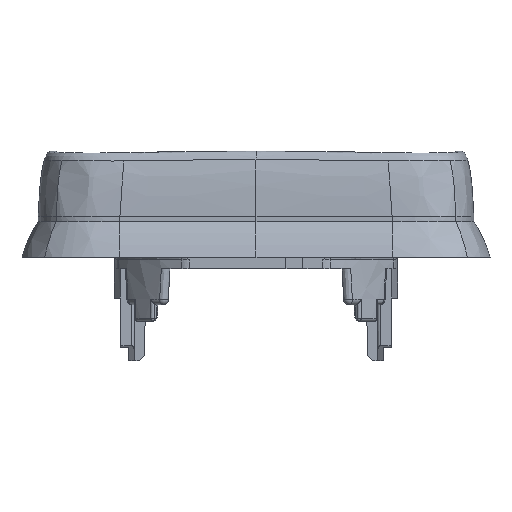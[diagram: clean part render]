
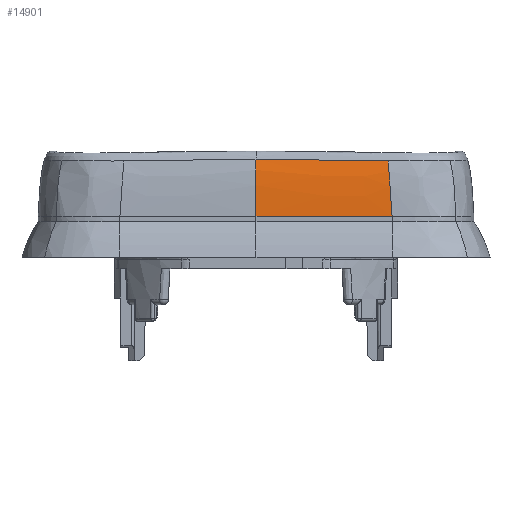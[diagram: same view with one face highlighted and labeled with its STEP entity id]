
A CAD part, front view. The second image highlights one B-rep face of the part: STEP entity #14901.
In plain terms, the highlighted free-form (B-spline) face has degree [5, 3] with [12, 4] control points.
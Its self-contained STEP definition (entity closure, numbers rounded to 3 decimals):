
#9860=CARTESIAN_POINT('Control Point',(25.,-40.,7.5)) ;
#9861=CARTESIAN_POINT('Control Point',(19.995,-40.,7.5)) ;
#9862=CARTESIAN_POINT('Control Point',(14.997,-40.,7.5)) ;
#9863=CARTESIAN_POINT('Control Point',(10.,-40.,7.5)) ;
#9864=CARTESIAN_POINT('Control Point',(5.,-40.,7.5)) ;
#9865=CARTESIAN_POINT('Control Point',(0.,-40.,7.5)) ;
#9866=CARTESIAN_POINT('Vertex',(0.,-40.,7.5)) ;
#9868=CARTESIAN_POINT('Vertex',(25.,-40.,7.5)) ;
#13463=CARTESIAN_POINT('Vertex',(0.,-38.852,18.012)) ;
#14815=CARTESIAN_POINT('Control Point',(0.,-40.,7.5)) ;
#14816=CARTESIAN_POINT('Control Point',(0.,-39.874,11.094)) ;
#14817=CARTESIAN_POINT('Control Point',(0.,-39.646,15.623)) ;
#14818=CARTESIAN_POINT('Control Point',(0.,-38.852,18.012)) ;
#14819=CARTESIAN_POINT('Control Point',(2.633,-40.,7.5)) ;
#14820=CARTESIAN_POINT('Control Point',(2.606,-39.874,11.097)) ;
#14821=CARTESIAN_POINT('Control Point',(2.573,-39.644,15.63)) ;
#14822=CARTESIAN_POINT('Control Point',(2.556,-38.849,18.021)) ;
#14823=CARTESIAN_POINT('Control Point',(5.265,-40.,7.5)) ;
#14824=CARTESIAN_POINT('Control Point',(5.213,-39.874,11.095)) ;
#14825=CARTESIAN_POINT('Control Point',(5.146,-39.645,15.625)) ;
#14826=CARTESIAN_POINT('Control Point',(5.111,-38.849,18.014)) ;
#14827=CARTESIAN_POINT('Control Point',(7.632,-40.,7.5)) ;
#14828=CARTESIAN_POINT('Control Point',(7.555,-39.875,11.087)) ;
#14829=CARTESIAN_POINT('Control Point',(7.46,-39.643,15.607)) ;
#14830=CARTESIAN_POINT('Control Point',(7.408,-38.851,17.992)) ;
#14831=CARTESIAN_POINT('Control Point',(11.683,-40.,7.5)) ;
#14832=CARTESIAN_POINT('Control Point',(11.565,-39.875,11.069)) ;
#14833=CARTESIAN_POINT('Control Point',(11.416,-39.646,15.568)) ;
#14834=CARTESIAN_POINT('Control Point',(11.341,-38.861,17.941)) ;
#14835=CARTESIAN_POINT('Control Point',(15.735,-40.,7.5)) ;
#14836=CARTESIAN_POINT('Control Point',(15.575,-39.876,11.05)) ;
#14837=CARTESIAN_POINT('Control Point',(15.373,-39.64,15.524)) ;
#14838=CARTESIAN_POINT('Control Point',(15.274,-38.859,17.885)) ;
#14839=CARTESIAN_POINT('Control Point',(17.388,-40.,7.5)) ;
#14840=CARTESIAN_POINT('Control Point',(17.211,-39.876,11.043)) ;
#14841=CARTESIAN_POINT('Control Point',(16.989,-39.634,15.506)) ;
#14842=CARTESIAN_POINT('Control Point',(16.879,-38.854,17.862)) ;
#14843=CARTESIAN_POINT('Control Point',(19.672,-40.,7.5)) ;
#14844=CARTESIAN_POINT('Control Point',(19.472,-39.877,11.03)) ;
#14845=CARTESIAN_POINT('Control Point',(19.222,-39.624,15.476)) ;
#14846=CARTESIAN_POINT('Control Point',(19.095,-38.847,17.824)) ;
#14847=CARTESIAN_POINT('Control Point',(21.955,-40.,7.5)) ;
#14848=CARTESIAN_POINT('Control Point',(21.737,-39.877,11.01)) ;
#14849=CARTESIAN_POINT('Control Point',(21.462,-39.619,15.431)) ;
#14850=CARTESIAN_POINT('Control Point',(21.311,-38.85,17.766)) ;
#14851=CARTESIAN_POINT('Control Point',(23.27,-40.,7.5)) ;
#14852=CARTESIAN_POINT('Control Point',(23.043,-39.878,10.995)) ;
#14853=CARTESIAN_POINT('Control Point',(22.754,-39.616,15.4)) ;
#14854=CARTESIAN_POINT('Control Point',(22.587,-38.854,17.726)) ;
#14855=CARTESIAN_POINT('Control Point',(24.135,-40.,7.5)) ;
#14856=CARTESIAN_POINT('Control Point',(23.903,-39.878,10.987)) ;
#14857=CARTESIAN_POINT('Control Point',(23.606,-39.62,15.382)) ;
#14858=CARTESIAN_POINT('Control Point',(23.427,-38.862,17.703)) ;
#14859=CARTESIAN_POINT('Control Point',(25.,-40.,7.5)) ;
#14860=CARTESIAN_POINT('Control Point',(24.764,-39.879,10.983)) ;
#14861=CARTESIAN_POINT('Control Point',(24.46,-39.62,15.372)) ;
#14862=CARTESIAN_POINT('Control Point',(24.266,-38.863,17.689)) ;
#14864=CARTESIAN_POINT('Control Point',(25.,-40.,7.5)) ;
#14865=CARTESIAN_POINT('Control Point',(24.858,-39.927,9.59)) ;
#14866=CARTESIAN_POINT('Control Point',(24.696,-39.813,11.951)) ;
#14867=CARTESIAN_POINT('Control Point',(24.532,-39.622,14.287)) ;
#14868=CARTESIAN_POINT('Control Point',(24.382,-39.317,16.299)) ;
#14869=CARTESIAN_POINT('Control Point',(24.266,-38.863,17.689)) ;
#14870=CARTESIAN_POINT('Vertex',(24.266,-38.863,17.689)) ;
#14874=CARTESIAN_POINT('Control Point',(0.,-38.852,18.012)) ;
#14875=CARTESIAN_POINT('Control Point',(2.556,-38.849,18.021)) ;
#14876=CARTESIAN_POINT('Control Point',(5.111,-38.849,18.014)) ;
#14877=CARTESIAN_POINT('Control Point',(7.408,-38.851,17.992)) ;
#14878=CARTESIAN_POINT('Control Point',(11.341,-38.861,17.941)) ;
#14879=CARTESIAN_POINT('Control Point',(15.274,-38.859,17.885)) ;
#14880=CARTESIAN_POINT('Control Point',(16.879,-38.854,17.862)) ;
#14881=CARTESIAN_POINT('Control Point',(19.095,-38.847,17.824)) ;
#14882=CARTESIAN_POINT('Control Point',(21.311,-38.85,17.766)) ;
#14883=CARTESIAN_POINT('Control Point',(22.587,-38.854,17.726)) ;
#14884=CARTESIAN_POINT('Control Point',(23.427,-38.862,17.703)) ;
#14885=CARTESIAN_POINT('Control Point',(24.266,-38.863,17.689)) ;
#14888=CARTESIAN_POINT('Control Point',(0.,-40.,7.5)) ;
#14889=CARTESIAN_POINT('Control Point',(0.,-39.925,9.656)) ;
#14890=CARTESIAN_POINT('Control Point',(0.,-39.818,12.093)) ;
#14891=CARTESIAN_POINT('Control Point',(0.,-39.635,14.503)) ;
#14892=CARTESIAN_POINT('Control Point',(0.,-39.328,16.579)) ;
#14893=CARTESIAN_POINT('Control Point',(0.,-38.852,18.012)) ;
#14896=ORIENTED_EDGE('',*,*,#9870,.T.) ;
#14897=ORIENTED_EDGE('',*,*,#14872,.T.) ;
#14898=ORIENTED_EDGE('',*,*,#14886,.T.) ;
#14899=ORIENTED_EDGE('',*,*,#14894,.F.) ;
#14901=ADVANCED_FACE('Surface.101',(#14900),#14814,.T.) ;
#9859=B_SPLINE_CURVE_WITH_KNOTS('',5,(#9860,#9861,#9862,#9863,#9864,#9865),.UNSPECIFIED.,.F.,.U.,(6,6),(0.,25.015),.UNSPECIFIED.) ;
#14863=B_SPLINE_CURVE_WITH_KNOTS('',5,(#14864,#14865,#14866,#14867,#14868,#14869),.UNSPECIFIED.,.F.,.U.,(6,6),(0.,10.575),.UNSPECIFIED.) ;
#14873=B_SPLINE_CURVE_WITH_KNOTS('',5,(#14874,#14875,#14876,#14877,#14878,#14879,#14880,#14881,#14882,#14883,#14884,#14885),.UNSPECIFIED.,.F.,.U.,(6,3,3,6),(0.,12.972,19.964,24.225),.UNSPECIFIED.) ;
#14887=B_SPLINE_CURVE_WITH_KNOTS('',5,(#14888,#14889,#14890,#14891,#14892,#14893),.UNSPECIFIED.,.F.,.U.,(6,6),(0.,10.575),.UNSPECIFIED.) ;
#14814=B_SPLINE_SURFACE_WITH_KNOTS('',5,3,((#14815,#14816,#14817,#14818),(#14819,#14820,#14821,#14822),(#14823,#14824,#14825,#14826),(#14827,#14828,#14829,#14830),(#14831,#14832,#14833,#14834),(#14835,#14836,#14837,#14838),(#14839,#14840,#14841,#14842),(#14843,#14844,#14845,#14846),(#14847,#14848,#14849,#14850),(#14851,#14852,#14853,#14854),(#14855,#14856,#14857,#14858),(#14859,#14860,#14861,#14862)),.UNSPECIFIED.,.F.,.F.,.U.,(6,3,3,6),(4,4),(0.,12.972,19.964,24.225),(0.,10.575),.UNSPECIFIED.) ;
#9870=EDGE_CURVE('',#9867,#9869,#9859,.F.) ;
#14872=EDGE_CURVE('',#9869,#14871,#14863,.T.) ;
#14886=EDGE_CURVE('',#14871,#13464,#14873,.F.) ;
#14894=EDGE_CURVE('',#9867,#13464,#14887,.T.) ;
#14895=EDGE_LOOP('',(#14896,#14897,#14898,#14899)) ;
#14900=FACE_OUTER_BOUND('',#14895,.T.) ;
#9867=VERTEX_POINT('',#9866) ;
#9869=VERTEX_POINT('',#9868) ;
#13464=VERTEX_POINT('',#13463) ;
#14871=VERTEX_POINT('',#14870) ;
